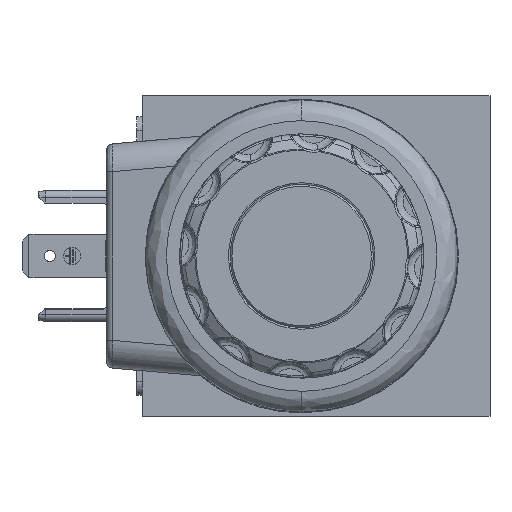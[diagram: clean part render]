
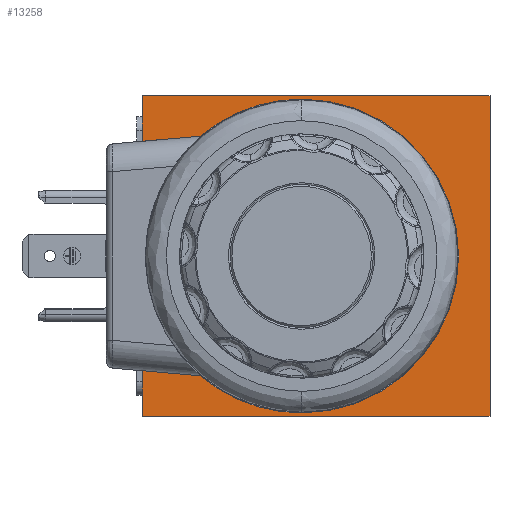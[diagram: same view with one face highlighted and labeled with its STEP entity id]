
A CAD part, left-side view. The second image highlights one B-rep face of the part: STEP entity #13258.
In plain terms, the highlighted planar face has unit normal (-1, 0, 0).
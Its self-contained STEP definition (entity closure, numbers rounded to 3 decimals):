
#609 = ORIENTED_EDGE ( 'NONE', *, *, #41577, .F. ) ;
#665 = ORIENTED_EDGE ( 'NONE', *, *, #22410, .F. ) ;
#982 = CARTESIAN_POINT ( 'NONE',  ( -36., 50., -23. ) ) ;
#1763 = CARTESIAN_POINT ( 'NONE',  ( -36., 27.15, 22.5 ) ) ;
#2264 = VERTEX_POINT ( 'NONE', #18647 ) ;
#2419 = CARTESIAN_POINT ( 'NONE',  ( -36., 50., 23. ) ) ;
#2814 = AXIS2_PLACEMENT_3D ( 'NONE', #9075, #32680, #12420 ) ;
#3340 = ORIENTED_EDGE ( 'NONE', *, *, #17793, .T. ) ;
#4337 = VERTEX_POINT ( 'NONE', #24162 ) ;
#4369 = PLANE ( 'NONE',  #34967 ) ;
#4896 = DIRECTION ( 'NONE',  ( 0., -0.996, -0.087 ) ) ;
#5202 = ORIENTED_EDGE ( 'NONE', *, *, #39016, .T. ) ;
#5214 = EDGE_CURVE ( 'NONE', #23391, #35884, #37235, .T. ) ;
#5277 = ORIENTED_EDGE ( 'NONE', *, *, #5214, .F. ) ;
#5817 = VECTOR ( 'NONE', #15375, 1000. ) ;
#6344 = CARTESIAN_POINT ( 'NONE',  ( -36., 50., -23. ) ) ;
#7451 = VERTEX_POINT ( 'NONE', #28694 ) ;
#7714 = DIRECTION ( 'NONE',  ( 0., -1., 0. ) ) ;
#8419 = EDGE_LOOP ( 'NONE', ( #15122, #5277, #665, #19580, #43422, #19481, #3340, #5202, #609, #35274 ) ) ;
#8665 = LINE ( 'NONE', #15044, #35588 ) ;
#8806 = DIRECTION ( 'NONE',  ( -1., 0., 0. ) ) ;
#8856 = VECTOR ( 'NONE', #23410, 1000. ) ;
#9075 = CARTESIAN_POINT ( 'NONE',  ( -36., 27.15, 0. ) ) ;
#9794 = CARTESIAN_POINT ( 'NONE',  ( -36., 41.681, 17.178 ) ) ;
#10164 = VERTEX_POINT ( 'NONE', #12018 ) ;
#12018 = CARTESIAN_POINT ( 'NONE',  ( -36., 50., 23. ) ) ;
#12420 = DIRECTION ( 'NONE',  ( 0., 0., 1. ) ) ;
#13258 = ADVANCED_FACE ( 'NONE', ( #21029 ), #4369, .F. ) ;
#14317 = LINE ( 'NONE', #39223, #22186 ) ;
#15044 = CARTESIAN_POINT ( 'NONE',  ( -36., 50., -16.451 ) ) ;
#15122 = ORIENTED_EDGE ( 'NONE', *, *, #43058, .F. ) ;
#15375 = DIRECTION ( 'NONE',  ( 0., -1., 0. ) ) ;
#15569 = DIRECTION ( 'NONE',  ( 0., 0.996, -0.087 ) ) ;
#16111 = EDGE_CURVE ( 'NONE', #28091, #10164, #18849, .T. ) ;
#16896 = CARTESIAN_POINT ( 'NONE',  ( -36., 0.15, 23. ) ) ;
#17793 = EDGE_CURVE ( 'NONE', #4337, #19217, #25061, .T. ) ;
#18647 = CARTESIAN_POINT ( 'NONE',  ( -36., 41.681, -17.178 ) ) ;
#18849 = LINE ( 'NONE', #6344, #8856 ) ;
#19217 = VERTEX_POINT ( 'NONE', #37583 ) ;
#19236 = AXIS2_PLACEMENT_3D ( 'NONE', #28949, #8806, #32421 ) ;
#19481 = ORIENTED_EDGE ( 'NONE', *, *, #31403, .F. ) ;
#19580 = ORIENTED_EDGE ( 'NONE', *, *, #32930, .F. ) ;
#20049 = VERTEX_POINT ( 'NONE', #16896 ) ;
#20606 = VERTEX_POINT ( 'NONE', #31313 ) ;
#21029 = FACE_OUTER_BOUND ( 'NONE', #8419, .T. ) ;
#21284 = DIRECTION ( 'NONE',  ( 0., 0., -1. ) ) ;
#22186 = VECTOR ( 'NONE', #15569, 1000. ) ;
#22410 = EDGE_CURVE ( 'NONE', #7451, #23391, #33362, .T. ) ;
#23391 = VERTEX_POINT ( 'NONE', #1763 ) ;
#23410 = DIRECTION ( 'NONE',  ( 0., 0., 1. ) ) ;
#23710 = LINE ( 'NONE', #2419, #5817 ) ;
#24162 = CARTESIAN_POINT ( 'NONE',  ( -36., 50., -23. ) ) ;
#25061 = LINE ( 'NONE', #27997, #34129 ) ;
#26715 = DIRECTION ( 'NONE',  ( 0., 0., 1. ) ) ;
#26762 = DIRECTION ( 'NONE',  ( -1., 0., 0. ) ) ;
#26772 = CARTESIAN_POINT ( 'NONE',  ( -36., 27.15, 0. ) ) ;
#27997 = CARTESIAN_POINT ( 'NONE',  ( -36., 50., -23. ) ) ;
#28091 = VERTEX_POINT ( 'NONE', #32218 ) ;
#28694 = CARTESIAN_POINT ( 'NONE',  ( -36., 27.15, -22.5 ) ) ;
#28949 = CARTESIAN_POINT ( 'NONE',  ( -36., 27.15, 0. ) ) ;
#30083 = EDGE_CURVE ( 'NONE', #20606, #2264, #8665, .T. ) ;
#31313 = CARTESIAN_POINT ( 'NONE',  ( -36., 50., -16.451 ) ) ;
#31403 = EDGE_CURVE ( 'NONE', #4337, #20606, #36109, .T. ) ;
#32218 = CARTESIAN_POINT ( 'NONE',  ( -36., 50., 16.451 ) ) ;
#32421 = DIRECTION ( 'NONE',  ( 0., 0., 1. ) ) ;
#32680 = DIRECTION ( 'NONE',  ( -1., 0., 0. ) ) ;
#32726 = AXIS2_PLACEMENT_3D ( 'NONE', #26772, #26762, #26715 ) ;
#32926 = CARTESIAN_POINT ( 'NONE',  ( -36., 50., -23. ) ) ;
#32930 = EDGE_CURVE ( 'NONE', #2264, #7451, #33926, .T. ) ;
#33362 = CIRCLE ( 'NONE', #2814, 22.5 ) ;
#33926 = CIRCLE ( 'NONE', #19236, 22.5 ) ;
#34129 = VECTOR ( 'NONE', #7714, 1000. ) ;
#34967 = AXIS2_PLACEMENT_3D ( 'NONE', #982, #41516, #21284 ) ;
#35050 = VECTOR ( 'NONE', #40387, 1000. ) ;
#35073 = VECTOR ( 'NONE', #39849, 1000. ) ;
#35274 = ORIENTED_EDGE ( 'NONE', *, *, #16111, .F. ) ;
#35588 = VECTOR ( 'NONE', #4896, 1000. ) ;
#35884 = VERTEX_POINT ( 'NONE', #9794 ) ;
#36086 = LINE ( 'NONE', #36994, #35050 ) ;
#36109 = LINE ( 'NONE', #32926, #35073 ) ;
#36994 = CARTESIAN_POINT ( 'NONE',  ( -36., 0.15, 0. ) ) ;
#37235 = CIRCLE ( 'NONE', #32726, 22.5 ) ;
#37583 = CARTESIAN_POINT ( 'NONE',  ( -36., 0.15, -23. ) ) ;
#39016 = EDGE_CURVE ( 'NONE', #19217, #20049, #36086, .T. ) ;
#39223 = CARTESIAN_POINT ( 'NONE',  ( -36., 41.681, 17.178 ) ) ;
#39849 = DIRECTION ( 'NONE',  ( 0., 0., 1. ) ) ;
#40387 = DIRECTION ( 'NONE',  ( 0., 0., 1. ) ) ;
#41516 = DIRECTION ( 'NONE',  ( 1., 0., 0. ) ) ;
#41577 = EDGE_CURVE ( 'NONE', #10164, #20049, #23710, .T. ) ;
#43058 = EDGE_CURVE ( 'NONE', #35884, #28091, #14317, .T. ) ;
#43422 = ORIENTED_EDGE ( 'NONE', *, *, #30083, .F. ) ;
